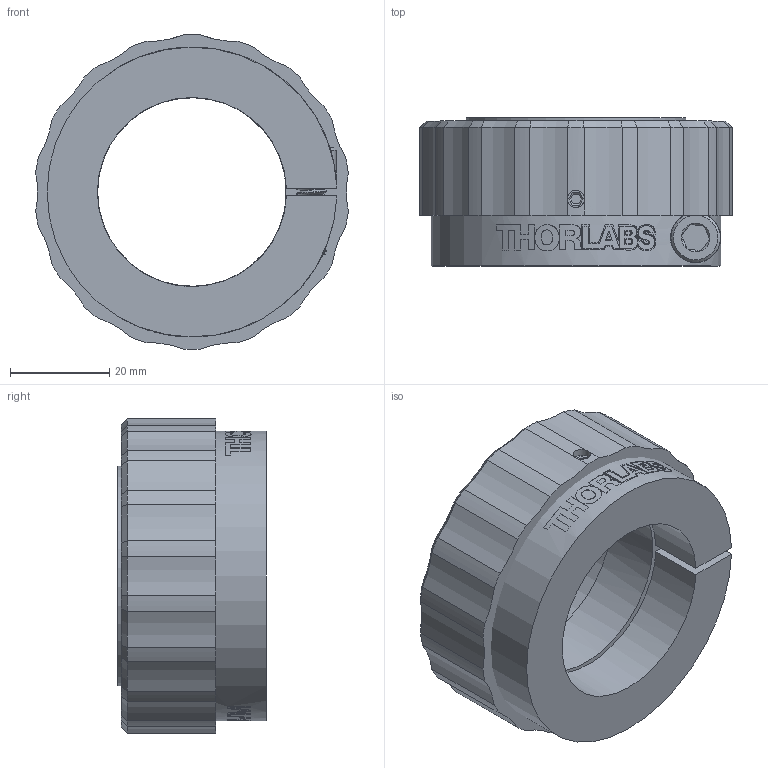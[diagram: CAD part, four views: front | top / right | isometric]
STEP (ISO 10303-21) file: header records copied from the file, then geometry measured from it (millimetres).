
FILE_DESCRIPTION(/* description */ (''),/* implementation_level */ '2;1');
FILE_NAME(/* name */ 'Post Retention Ring (PSHA-M).step',/* time_stamp */ '2024-06-17T21:16:02-04:00',/* author */ (''),/* organization */ (''),/* preprocessor_version */ 'ST-DEVELOPER v20',/* originating_system */ 'Autodesk Translation Framework v12.20.1.177',/* authorisation */ '');
FILE_SCHEMA (('AUTOMOTIVE_DESIGN { 1 0 10303 214 3 1 1 }'));
Length unit declared in the file: inch
Products named in the file (1): Post Retention Ring (PSHA/M)
Bounding box: 63.03 x 29.84 x 63.5 mm (x, y, z)
Volume: 51912.8 mm3; surface area: 24252.9 mm2
Topology: 5 solids, 5 shells, 421 faces, 1095 edges, 710 vertices
Faces by surface type: plane 151, cylinder 110, bspline 109, cone 51
Full cylindrical faces by diameter (mm): 1.587 x1, 2.381 x1, 3.454 x1, 4.166 x1, 4.701 x15, 6 x16, 6.604 x1, 10 x1, 38.024 x1, 39.37 x1, 39.624 x1, 44.45 x1, 44.958 x1, 51.689 x2
Entity records: 27717 total; most frequent: CARTESIAN_POINT 17390, ORIENTED_EDGE 2188, DIRECTION 1819, EDGE_CURVE 1094, VERTEX_POINT 710, AXIS2_PLACEMENT_3D 686, EDGE_LOOP 460, LINE 447
